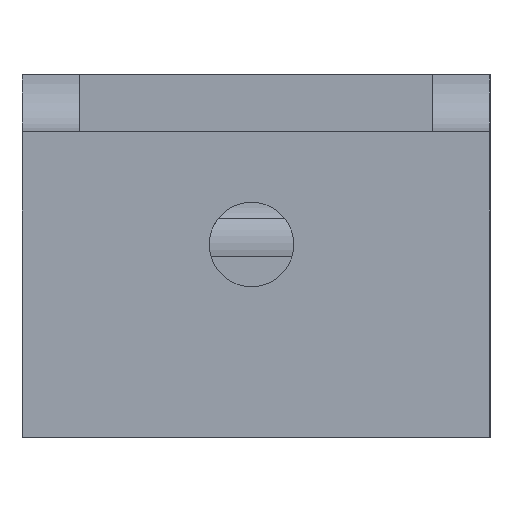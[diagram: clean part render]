
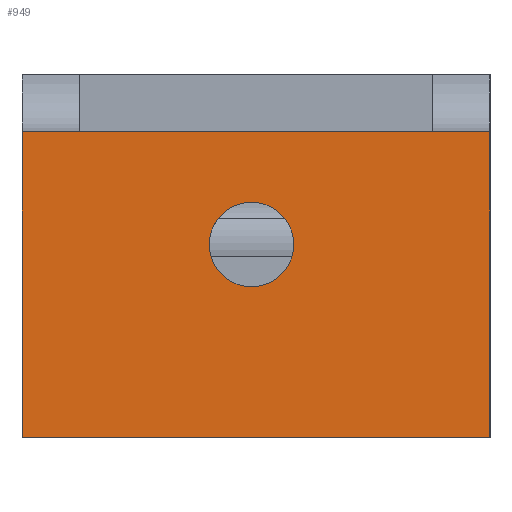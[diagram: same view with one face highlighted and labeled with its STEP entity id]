
A CAD part, left-side view. The second image highlights one B-rep face of the part: STEP entity #949.
In plain terms, the highlighted planar face has unit normal (-1, 0, 0).
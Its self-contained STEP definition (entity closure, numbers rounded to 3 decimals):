
#29=FACE_BOUND('',#134,.T.);
#41=PLANE('',#1032);
#75=FACE_OUTER_BOUND('',#133,.T.);
#133=EDGE_LOOP('',(#734,#735,#736,#737));
#134=EDGE_LOOP('',(#738));
#184=LINE('',#1379,#285);
#199=LINE('',#1416,#300);
#227=LINE('',#1474,#328);
#236=LINE('',#1510,#337);
#285=VECTOR('',#1105,1.);
#300=VECTOR('',#1136,1.);
#328=VECTOR('',#1174,1.);
#337=VECTOR('',#1205,1.);
#396=CIRCLE('',#1033,2.216);
#420=VERTEX_POINT('',#1376);
#421=VERTEX_POINT('',#1378);
#434=VERTEX_POINT('',#1413);
#435=VERTEX_POINT('',#1415);
#477=VERTEX_POINT('',#1511);
#513=EDGE_CURVE('',#421,#420,#184,.T.);
#531=EDGE_CURVE('',#434,#435,#199,.T.);
#561=EDGE_CURVE('',#434,#421,#227,.T.);
#580=EDGE_CURVE('',#435,#420,#236,.T.);
#581=EDGE_CURVE('',#477,#477,#396,.F.);
#734=ORIENTED_EDGE('',*,*,#561,.T.);
#735=ORIENTED_EDGE('',*,*,#513,.T.);
#736=ORIENTED_EDGE('',*,*,#580,.F.);
#737=ORIENTED_EDGE('',*,*,#531,.F.);
#738=ORIENTED_EDGE('',*,*,#581,.T.);
#949=ADVANCED_FACE('',(#75,#29),#41,.T.);
#1032=AXIS2_PLACEMENT_3D('',#1509,#1203,#1204);
#1033=AXIS2_PLACEMENT_3D('',#1512,#1206,#1207);
#1105=DIRECTION('',(0.,1.,0.));
#1136=DIRECTION('',(0.,1.,0.));
#1174=DIRECTION('',(0.,0.,1.));
#1203=DIRECTION('center_axis',(-1.,0.,0.));
#1204=DIRECTION('ref_axis',(0.,0.,
1.));
#1205=DIRECTION('',(0.,0.,1.));
#1206=DIRECTION('center_axis',(-1.,0.,0.));
#1207=DIRECTION('ref_axis',(0.,-1.,0.));
#1376=CARTESIAN_POINT('',(0.,24.5,16.));
#1378=CARTESIAN_POINT('',(0.,0.,16.));
#1379=CARTESIAN_POINT('',(0.,0.,16.));
#1413=CARTESIAN_POINT('',(0.,0.,0.));
#1415=CARTESIAN_POINT('',(0.,24.5,0.));
#1416=CARTESIAN_POINT('',(0.,0.,0.));
#1474=CARTESIAN_POINT('',(0.,0.,0.));
#1509=CARTESIAN_POINT('Origin',(0.,0.,0.));
#1510=CARTESIAN_POINT('',(0.,24.5,0.));
#1511=CARTESIAN_POINT('',(0.,14.703,10.103));
#1512=CARTESIAN_POINT('Origin',(0.,12.486,
10.103));
